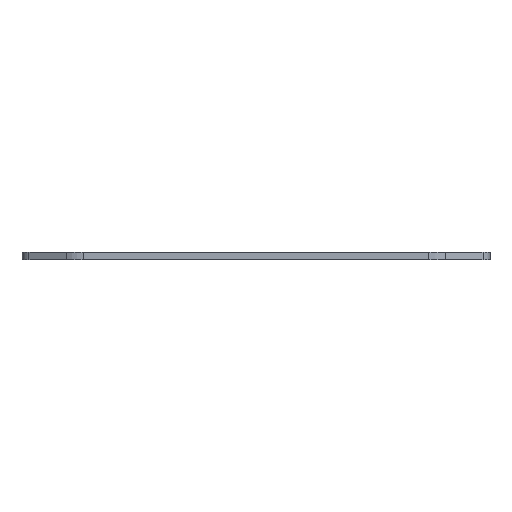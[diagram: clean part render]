
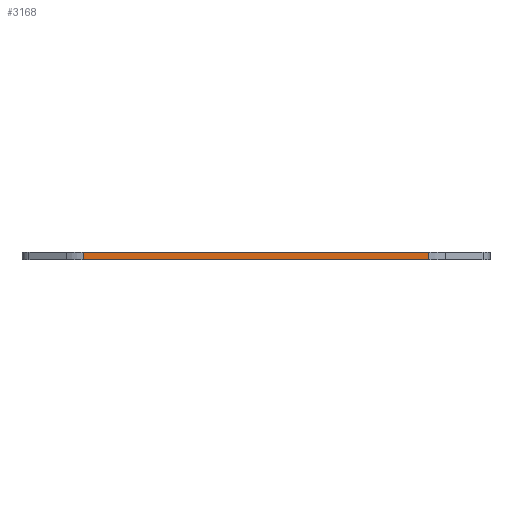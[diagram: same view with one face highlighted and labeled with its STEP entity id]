
A CAD part, front view. The second image highlights one B-rep face of the part: STEP entity #3168.
In plain terms, the highlighted planar face has unit normal (0, -1, 0).
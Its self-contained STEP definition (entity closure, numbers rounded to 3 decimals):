
#47 = CARTESIAN_POINT ( 'NONE',  ( 86.865, -0.031, 0. ) ) ;
#290 = CARTESIAN_POINT ( 'NONE',  ( 13.034, -0.031, 1.6 ) ) ;
#304 = FACE_OUTER_BOUND ( 'NONE', #3350, .T. ) ;
#436 = ORIENTED_EDGE ( 'NONE', *, *, #1336, .F. ) ;
#679 = LINE ( 'NONE', #4095, #5720 ) ;
#728 = EDGE_CURVE ( 'NONE', #5744, #1286, #5180, .T. ) ;
#789 = DIRECTION ( 'NONE',  ( -1., 0., 0. ) ) ;
#869 = CARTESIAN_POINT ( 'NONE',  ( 86.865, -0.031, 0. ) ) ;
#1223 = LINE ( 'NONE', #4784, #2664 ) ;
#1286 = VERTEX_POINT ( 'NONE', #290 ) ;
#1317 = CARTESIAN_POINT ( 'NONE',  ( 13.034, -0.031, 0. ) ) ;
#1336 = EDGE_CURVE ( 'NONE', #3754, #5744, #1223, .T. ) ;
#1347 = CARTESIAN_POINT ( 'NONE',  ( 86.865, -0.031, 1.6 ) ) ;
#1448 = LINE ( 'NONE', #869, #2258 ) ;
#2045 = VECTOR ( 'NONE', #5232, 1000. ) ;
#2082 = CARTESIAN_POINT ( 'NONE',  ( 86.865, -0.031, 0. ) ) ;
#2156 = ORIENTED_EDGE ( 'NONE', *, *, #728, .F. ) ;
#2258 = VECTOR ( 'NONE', #4429, 1000. ) ;
#2664 = VECTOR ( 'NONE', #789, 1000. ) ;
#2905 = PLANE ( 'NONE',  #5118 ) ;
#3029 = ORIENTED_EDGE ( 'NONE', *, *, #4428, .T. ) ;
#3168 = ADVANCED_FACE ( 'NONE', ( #304 ), #2905, .T. ) ;
#3350 = EDGE_LOOP ( 'NONE', ( #3029, #3606, #2156, #436 ) ) ;
#3370 = DIRECTION ( 'NONE',  ( -1., 0., 0. ) ) ;
#3403 = DIRECTION ( 'NONE',  ( 0., -1., 0. ) ) ;
#3606 = ORIENTED_EDGE ( 'NONE', *, *, #5026, .T. ) ;
#3687 = DIRECTION ( 'NONE',  ( -1., 0., 0. ) ) ;
#3754 = VERTEX_POINT ( 'NONE', #47 ) ;
#3878 = VERTEX_POINT ( 'NONE', #1347 ) ;
#4095 = CARTESIAN_POINT ( 'NONE',  ( 86.865, -0.031, 1.6 ) ) ;
#4428 = EDGE_CURVE ( 'NONE', #3754, #3878, #1448, .T. ) ;
#4429 = DIRECTION ( 'NONE',  ( 0., 0., 1. ) ) ;
#4745 = CARTESIAN_POINT ( 'NONE',  ( 13.034, -0.031, 0. ) ) ;
#4784 = CARTESIAN_POINT ( 'NONE',  ( 86.865, -0.031, 0. ) ) ;
#5026 = EDGE_CURVE ( 'NONE', #3878, #1286, #679, .T. ) ;
#5118 = AXIS2_PLACEMENT_3D ( 'NONE', #2082, #3403, #3370 ) ;
#5180 = LINE ( 'NONE', #4745, #2045 ) ;
#5232 = DIRECTION ( 'NONE',  ( 0., 0., 1. ) ) ;
#5720 = VECTOR ( 'NONE', #3687, 1000. ) ;
#5744 = VERTEX_POINT ( 'NONE', #1317 ) ;
